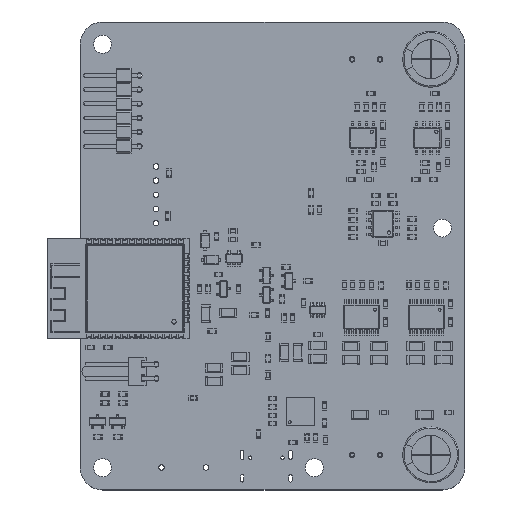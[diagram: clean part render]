
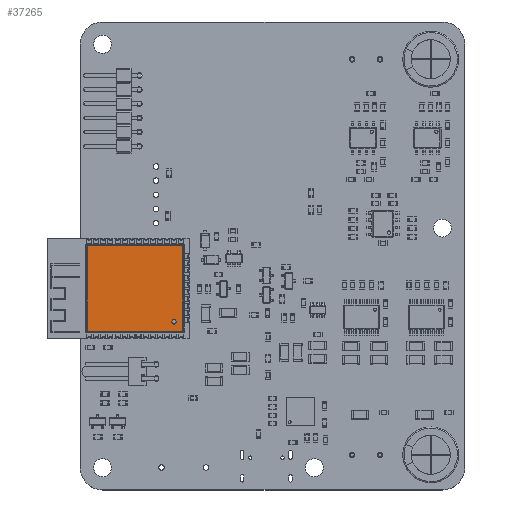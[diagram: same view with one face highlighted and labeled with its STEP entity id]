
A CAD part, top view. The second image highlights one B-rep face of the part: STEP entity #37265.
In plain terms, the highlighted planar face has unit normal (0, 0, 1).
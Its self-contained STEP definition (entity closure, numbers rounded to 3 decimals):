
#37203 = VERTEX_POINT('',#37204);
#37204 = CARTESIAN_POINT('',(-7.7,-8.6,3.1));
#37213 = EDGE_CURVE('',#37203,#37214,#37216,.T.);
#37214 = VERTEX_POINT('',#37215);
#37215 = CARTESIAN_POINT('',(-7.7,8.6,3.1));
#37216 = LINE('',#37217,#37218);
#37217 = CARTESIAN_POINT('',(-7.7,-8.7,3.1));
#37218 = VECTOR('',#37219,1.);
#37219 = DIRECTION('',(0.,1.,0.));
#37265 = ADVANCED_FACE('',(#37266,#37291),#37302,.T.);
#37266 = FACE_BOUND('',#37267,.T.);
#37267 = EDGE_LOOP('',(#37268,#37269,#37277,#37285));
#37268 = ORIENTED_EDGE('',*,*,#37213,.F.);
#37269 = ORIENTED_EDGE('',*,*,#37270,.T.);
#37270 = EDGE_CURVE('',#37203,#37271,#37273,.T.);
#37271 = VERTEX_POINT('',#37272);
#37272 = CARTESIAN_POINT('',(7.7,-8.6,3.1));
#37273 = LINE('',#37274,#37275);
#37274 = CARTESIAN_POINT('',(-7.8,-8.6,3.1));
#37275 = VECTOR('',#37276,1.);
#37276 = DIRECTION('',(1.,0.,0.));
#37277 = ORIENTED_EDGE('',*,*,#37278,.T.);
#37278 = EDGE_CURVE('',#37271,#37279,#37281,.T.);
#37279 = VERTEX_POINT('',#37280);
#37280 = CARTESIAN_POINT('',(7.7,8.6,3.1));
#37281 = LINE('',#37282,#37283);
#37282 = CARTESIAN_POINT('',(7.7,-8.7,3.1));
#37283 = VECTOR('',#37284,1.);
#37284 = DIRECTION('',(0.,1.,0.));
#37285 = ORIENTED_EDGE('',*,*,#37286,.F.);
#37286 = EDGE_CURVE('',#37214,#37279,#37287,.T.);
#37287 = LINE('',#37288,#37289);
#37288 = CARTESIAN_POINT('',(-7.8,8.6,3.1));
#37289 = VECTOR('',#37290,1.);
#37290 = DIRECTION('',(1.,0.,0.));
#37291 = FACE_BOUND('',#37292,.T.);
#37292 = EDGE_LOOP('',(#37293));
#37293 = ORIENTED_EDGE('',*,*,#37294,.F.);
#37294 = EDGE_CURVE('',#37295,#37295,#37297,.T.);
#37295 = VERTEX_POINT('',#37296);
#37296 = CARTESIAN_POINT('',(-5.6,-7.,3.1));
#37297 = CIRCLE('',#37298,0.4);
#37298 = AXIS2_PLACEMENT_3D('',#37299,#37300,#37301);
#37299 = CARTESIAN_POINT('',(-6.,-7.,3.1));
#37300 = DIRECTION('',(0.,0.,1.));
#37301 = DIRECTION('',(1.,0.,0.));
#37302 = PLANE('',#37303);
#37303 = AXIS2_PLACEMENT_3D('',#37304,#37305,#37306);
#37304 = CARTESIAN_POINT('',(-7.8,-8.7,3.1));
#37305 = DIRECTION('',(0.,0.,1.));
#37306 = DIRECTION('',(1.,0.,0.));
